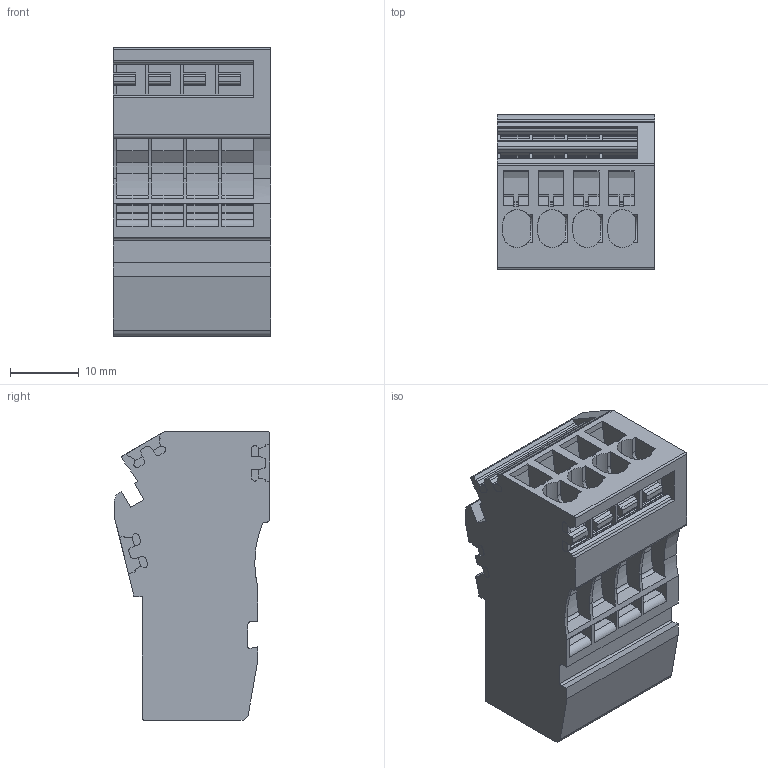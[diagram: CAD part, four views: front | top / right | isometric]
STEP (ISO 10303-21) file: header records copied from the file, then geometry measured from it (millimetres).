
FILE_DESCRIPTION(('CATIA V5R24 STEP','CAx-IF Rec.Pracs.--- Model Styling and Organization---1.2---2011-12-15'),'2;1');
FILE_NAME ('362518_1', '2016-12-07T09:32:42+00:00', ('Weidmueller Interface'), ('Weidmueller'), 'CATIA Version 5-6 Release 2014 SP4 HF52', 'CATIA V5 STEP AP214', 'none');
FILE_SCHEMA(('AUTOMOTIVE_DESIGN { 1 0 10303 214 1 1 1 1 }'));
Length unit declared in the file: millimetre
Products named in the file (1): v5-standard_part
Bounding box: 22.9 x 22.55 x 42 mm (x, y, z)
Volume: 12932.8 mm3; surface area: 8601.2 mm2
Topology: 1 solids, 1 shells, 883 faces, 2577 edges, 1716 vertices
Faces by surface type: plane 596, cylinder 287
Entity records: 29664 total; most frequent: CARTESIAN_POINT 5455, ORIENTED_EDGE 5154, DIRECTION 4288, EDGE_CURVE 2577, VECTOR 1931, LINE 1931, VERTEX_POINT 1716, AXIS2_PLACEMENT_3D 1480
